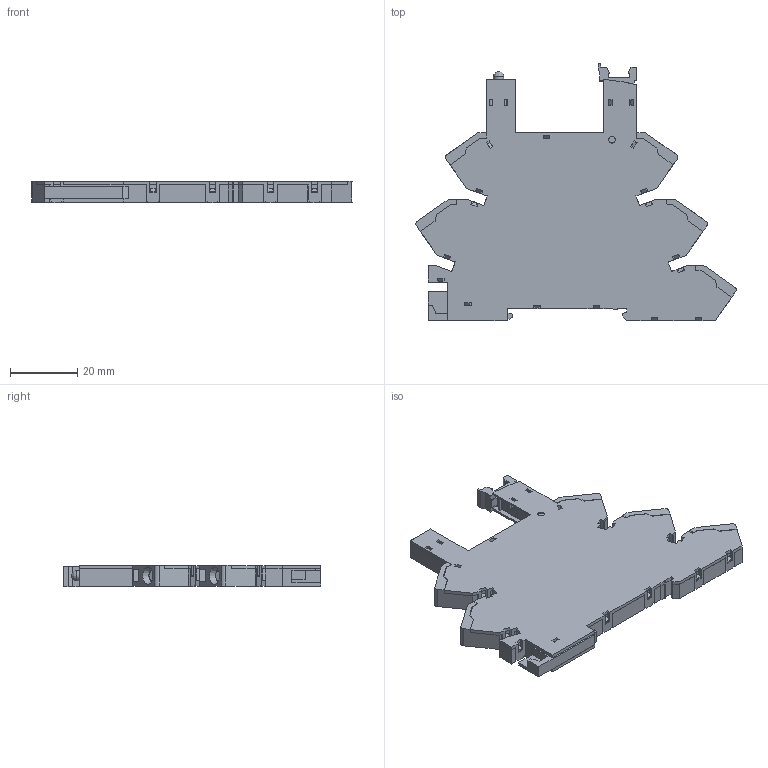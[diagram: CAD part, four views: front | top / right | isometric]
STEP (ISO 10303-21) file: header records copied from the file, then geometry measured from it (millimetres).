
FILE_DESCRIPTION(/* description */ (''),/* implementation_level */ '2;1');
FILE_NAME(/* name */ '41f-c4.stp',/* time_stamp */ '2022-04-08T12:53:05+08:00',/* author */ (''),/* organization */ (''),/* preprocessor_version */ 'ST-DEVELOPER v11',/* originating_system */ 'SIEMENS UGS NX 6.0',/* authorisation */ '');
FILE_SCHEMA (('CONFIG_CONTROL_DESIGN'));
Length unit declared in the file: millimetre
Products named in the file (1): 41f-c4
Bounding box: 95.35 x 76.62 x 6.42 mm (x, y, z)
Volume: 13220.8 mm3; surface area: 25629.5 mm2
Topology: 5 solids, 5 shells, 1213 faces, 3492 edges, 2264 vertices
Faces by surface type: plane 1168, cylinder 35, cone 9, bspline 1
Full cylindrical faces by diameter (mm): 1.7 x1, 1.95 x2, 2.014 x1, 2.1 x1, 3.122 x2, 3.827 x5
Entity records: 39004 total; most frequent: CARTESIAN_POINT 6985, ORIENTED_EDGE 6952, DIRECTION 6018, EDGE_CURVE 3476, LINE 3358, VECTOR 3358, VERTEX_POINT 2262, AXIS2_PLACEMENT_3D 1330
